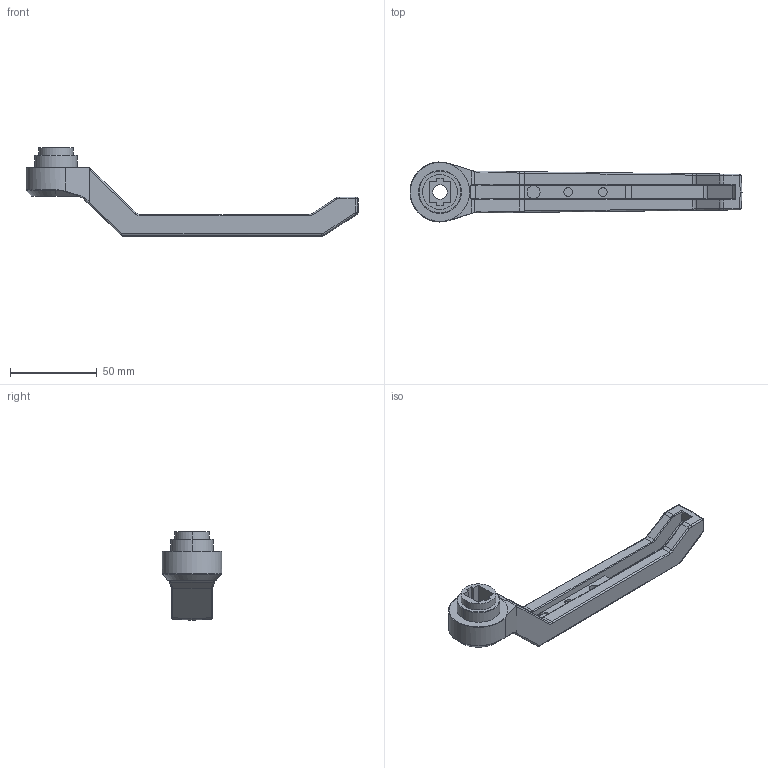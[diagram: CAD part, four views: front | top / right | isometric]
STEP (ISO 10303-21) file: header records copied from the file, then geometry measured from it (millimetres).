
FILE_DESCRIPTION (( 'STEP AP203' ), '1' );
FILE_NAME ('Ðó÷êà 176.STEP', '2016-07-15T10:15:56', ( '' ), ( '' ), 'SwSTEP 2.0', 'SolidWorks 2012', '' );
FILE_SCHEMA (( 'CONFIG_CONTROL_DESIGN' ));
Length unit declared in the file: millimetre
Products named in the file (1): Ðó÷êà 176
Bounding box: 191.5 x 34.6 x 51 mm (x, y, z)
Volume: 59253.6 mm3; surface area: 19159.8 mm2
Topology: 1 solids, 1 shells, 165 faces, 398 edges, 238 vertices
Faces by surface type: cylinder 70, plane 51, bspline 37, torus 6, cone 1
Entity records: 5354 total; most frequent: CARTESIAN_POINT 1784, ORIENTED_EDGE 784, DIRECTION 676, EDGE_CURVE 392, AXIS2_PLACEMENT_3D 246, VERTEX_POINT 238, LINE 184, VECTOR 184
